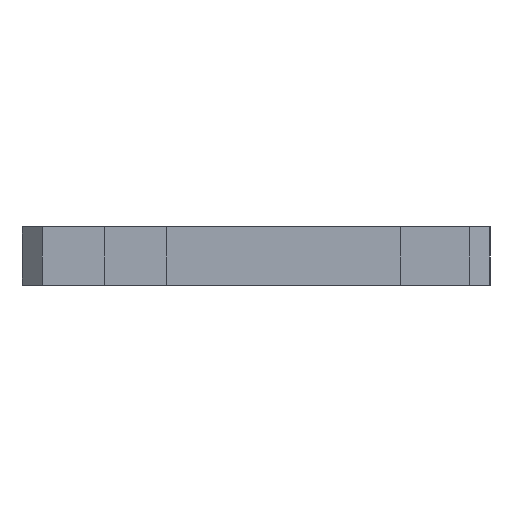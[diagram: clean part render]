
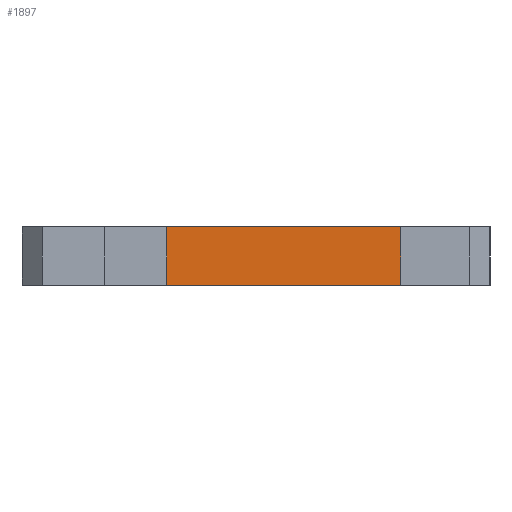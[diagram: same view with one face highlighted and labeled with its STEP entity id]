
A CAD part, left-side view. The second image highlights one B-rep face of the part: STEP entity #1897.
In plain terms, the highlighted planar face has unit normal (-1, 0, 0).
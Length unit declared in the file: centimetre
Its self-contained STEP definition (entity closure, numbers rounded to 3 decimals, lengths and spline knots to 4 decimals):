
#116=FACE_OUTER_BOUND('',#220,.T.);
#220=EDGE_LOOP('',(#1666,#1667,#1668,#1669));
#331=LINE('',#2692,#589);
#412=LINE('',#2860,#670);
#458=LINE('',#2950,#716);
#466=LINE('',#2966,#724);
#589=VECTOR('',#2156,1.);
#670=VECTOR('',#2255,1.);
#716=VECTOR('',#2365,1.);
#724=VECTOR('',#2389,1.);
#840=VERTEX_POINT('',#2689);
#841=VERTEX_POINT('',#2691);
#918=VERTEX_POINT('',#2857);
#919=VERTEX_POINT('',#2859);
#1028=EDGE_CURVE('',#840,#841,#331,.T.);
#1114=EDGE_CURVE('',#918,#919,#412,.T.);
#1162=EDGE_CURVE('',#918,#841,#458,.T.);
#1170=EDGE_CURVE('',#840,#919,#466,.T.);
#1666=ORIENTED_EDGE('',*,*,#1162,.T.);
#1667=ORIENTED_EDGE('',*,*,#1028,.F.);
#1668=ORIENTED_EDGE('',*,*,#1170,.T.);
#1669=ORIENTED_EDGE('',*,*,#1114,.F.);
#1808=PLANE('',#2013);
#1897=ADVANCED_FACE('',(#116),#1808,.T.);
#2013=AXIS2_PLACEMENT_3D('',#3002,#2445,#2446);
#2156=DIRECTION('',(0.,1.,0.));
#2255=DIRECTION('',(0.,-1.,0.));
#2365=DIRECTION('',(0.,0.,-1.));
#2389=DIRECTION('',(0.,0.,1.));
#2445=DIRECTION('center_axis',(-1.,0.,0.));
#2446=DIRECTION('ref_axis',(0.,-1.,0.));
#2689=CARTESIAN_POINT('',(-10.1353,-1.1167,-0.15));
#2691=CARTESIAN_POINT('',(-10.1353,1.2931,-0.15));
#2692=CARTESIAN_POINT('',(-10.1353,-1.1167,-0.15));
#2857=CARTESIAN_POINT('',(-10.1353,1.2931,0.45));
#2859=CARTESIAN_POINT('',(-10.1353,-1.1167,0.45));
#2860=CARTESIAN_POINT('',(-10.1353,-1.1167,0.45));
#2950=CARTESIAN_POINT('',(-10.1353,1.2931,-0.15));
#2966=CARTESIAN_POINT('',(-10.1353,-1.1167,-0.15));
#3002=CARTESIAN_POINT('Origin',(-10.1353,2.3833,-0.15));
